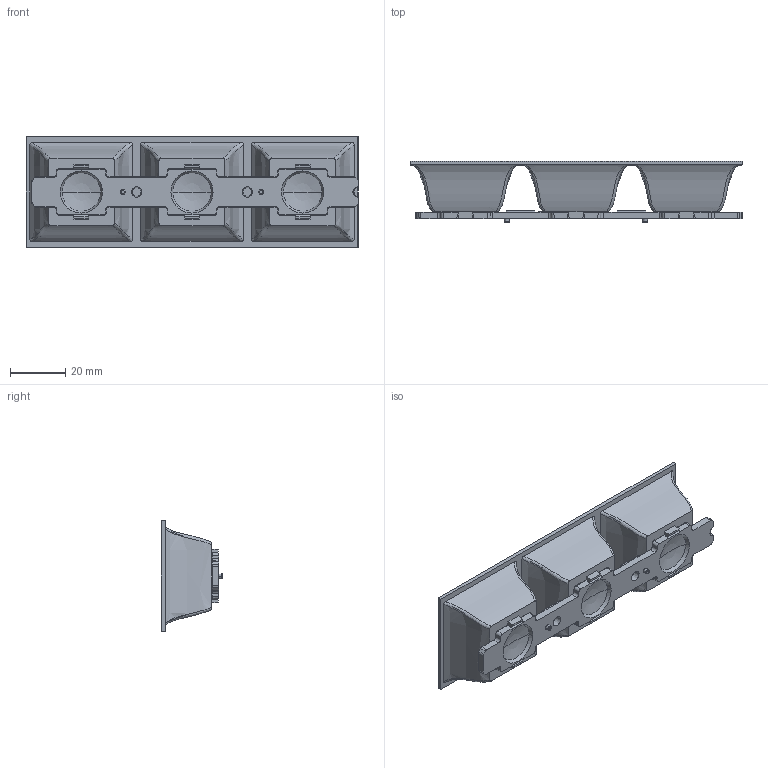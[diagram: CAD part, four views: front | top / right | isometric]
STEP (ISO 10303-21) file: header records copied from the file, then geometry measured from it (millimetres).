
FILE_DESCRIPTION((''),'2;1');
FILE_NAME('ASM0002_ASM','2021-03-30T15:57:48',('Administrator'),(''),'CREO PARAMETRIC BY PTC INC, 2017110','CREO PARAMETRIC BY PTC INC, 2017110','');
FILE_SCHEMA(('CONFIG_CONTROL_DESIGN'));
Products named in the file (3): SN07XX-L280A50L; PRT0007; ASM0002_ASM
Assembly tree (2 placements, depth 2):
  ASM0002_ASM
    SN07XX-L280A50L
    PRT0007
Bounding box: 120 x 22.1 x 40 mm (x, y, z)
Volume: 13127.1 mm3; surface area: 21612.8 mm2
Topology: 2 solids, 2 shells, 405 faces, 1140 edges, 746 vertices
Faces by surface type: plane 288, cylinder 62, cone 15, revolution 12, bspline 12, extrusion 12, torus 4
Entity records: 16935 total; most frequent: CARTESIAN_POINT 6803, ORIENTED_EDGE 2256, DIRECTION 1762, EDGE_CURVE 1128, VECTOR 906, LINE 894, VERTEX_POINT 746, EDGE_LOOP 434
